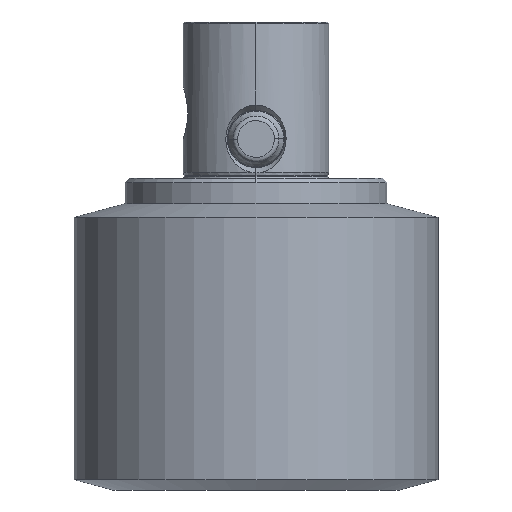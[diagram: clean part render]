
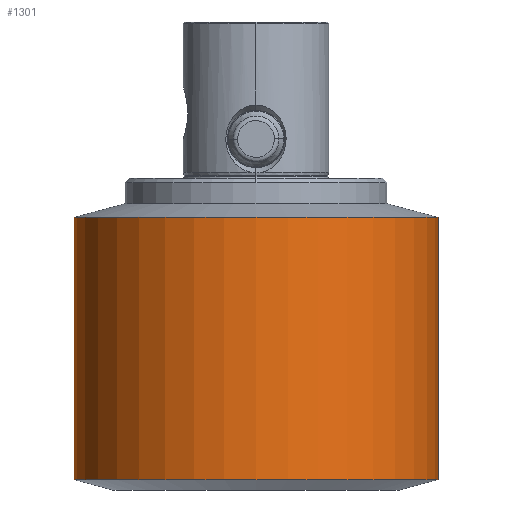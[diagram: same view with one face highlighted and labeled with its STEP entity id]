
A CAD part, left-side view. The second image highlights one B-rep face of the part: STEP entity #1301.
In plain terms, the highlighted cylindrical face has radius 35 mm (diameter 70 mm), a partial arc.
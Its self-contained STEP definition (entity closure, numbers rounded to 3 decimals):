
#529=VERTEX_POINT('NONE',#1474);
#553=EDGE_CURVE('NONE',#727,#1401,#1498,.T.);
#727=VERTEX_POINT('NONE',#1690);
#1103=EDGE_CURVE('NONE',#1131,#1401,#2108,.T.);
#1131=VERTEX_POINT('NONE',#2139);
#1183=EDGE_CURVE('NONE',#529,#727,#2197,.T.);
#1301=ADVANCED_FACE('NONE',(#2328),#2329,.T.);
#1339=EDGE_CURVE('NONE',#529,#1131,#2372,.T.);
#1401=VERTEX_POINT('NONE',#2450);
#1474=CARTESIAN_POINT('',(0.0,35.0,-58.0));
#1498=LINE('',#2562,#2563);
#1690=CARTESIAN_POINT('',(0.,-35.0,-58.0));
#2108=CIRCLE('',#3743,35.0);
#2139=CARTESIAN_POINT('',(0.0,35.0,-7.579));
#2197=CIRCLE('',#3903,35.0);
#2328=FACE_OUTER_BOUND('',#4124,.T.);
#2329=CYLINDRICAL_SURFACE('',#4125,35.0);
#2372=LINE('',#4215,#4216);
#2450=CARTESIAN_POINT('',(0.,-35.0,-7.579));
#2562=CARTESIAN_POINT('',(0.,-35.0,1.863));
#2563=VECTOR('',#4436,1000.0);
#3743=AXIS2_PLACEMENT_3D('',#5172,#5173,#5174);
#3903=AXIS2_PLACEMENT_3D('',#5280,#5281,#5282);
#4124=EDGE_LOOP('',(#5456,#5457,#5458,#5459));
#4125=AXIS2_PLACEMENT_3D('',#5460,#5461,#5462);
#4215=CARTESIAN_POINT('',(0.0,35.0,1.863));
#4216=VECTOR('',#5521,1000.0);
#4436=DIRECTION('',(0.0,-0.0,1.0));
#5172=CARTESIAN_POINT('',(0.0,0.0,-7.579));
#5173=DIRECTION('',(0.0,-0.0,1.0));
#5174=DIRECTION('',(0.0,1.0,0.0));
#5280=CARTESIAN_POINT('',(0.0,0.0,-58.0));
#5281=DIRECTION('',(0.0,-0.0,1.0));
#5282=DIRECTION('',(0.0,1.0,0.0));
#5456=ORIENTED_EDGE('',*,*,#1183,.T.);
#5457=ORIENTED_EDGE('',*,*,#553,.T.);
#5458=ORIENTED_EDGE('',*,*,#1103,.F.);
#5459=ORIENTED_EDGE('',*,*,#1339,.F.);
#5460=CARTESIAN_POINT('',(0.0,0.0,1.863));
#5461=DIRECTION('',(-0.0,-0.0,1.0));
#5462=DIRECTION('',(0.0,1.0,0.0));
#5521=DIRECTION('',(0.0,-0.0,1.0));
